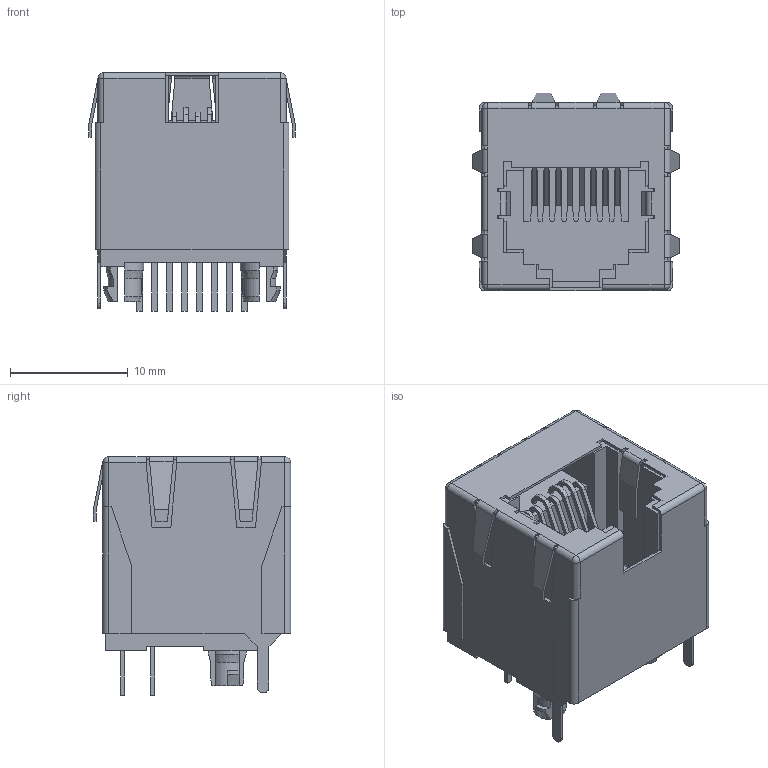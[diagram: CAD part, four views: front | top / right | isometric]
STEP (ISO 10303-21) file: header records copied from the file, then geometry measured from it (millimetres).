
FILE_DESCRIPTION(('OneSpaceDesigner STEP Export'),'2;1');
FILE_NAME('TM21R-3C-88Èª.stp','2007-09-26T 9:33:19',(''),(''),'OneSpace Designer STEP processor for AP214 (Solid Model)','OneSpace Modeling 15.00A 14-Mar-2007 (C) CoCreate Software GmbH','');
FILE_SCHEMA(('AUTOMOTIVE_DESIGN { 1 0 10303 214 1 1 1 1 }'));
Length unit declared in the file: millimetre
Products named in the file (2): TM21R-3C-88
Assembly tree (1 placements, depth 2):
  TM21R-3C-88
    TM21R-3C-88
Bounding box: 17.6 x 16.8 x 20.3 mm (x, y, z)
Volume: 2600.2 mm3; surface area: 2876.4 mm2
Topology: 1 solids, 1 shells, 488 faces, 1328 edges, 852 vertices
Faces by surface type: plane 412, cylinder 64, cone 8, sphere 4
Entity records: 14651 total; most frequent: ORIENTED_EDGE 2648, CARTESIAN_POINT 2638, DIRECTION 2254, EDGE_CURVE 1324, VECTOR 1126, LINE 1126, VERTEX_POINT 852, AXIS2_PLACEMENT_3D 564
